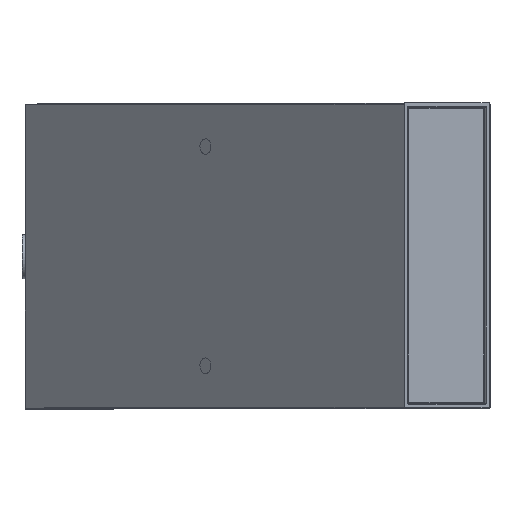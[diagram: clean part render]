
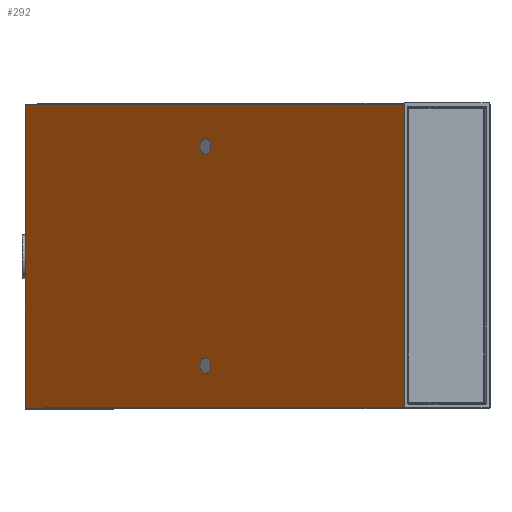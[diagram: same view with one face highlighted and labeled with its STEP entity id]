
A CAD part, top view. The second image highlights one B-rep face of the part: STEP entity #292.
In plain terms, the highlighted planar face has unit normal (-0.707, 0, 0.707).
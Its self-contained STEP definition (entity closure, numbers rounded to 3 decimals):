
#44=B_SPLINE_CURVE_WITH_KNOTS($,1,(#2773,#2774),.UNSPECIFIED.,.F.,.F.,(2,
2),(-183.,-17.),.UNSPECIFIED.);
#51=B_SPLINE_CURVE_WITH_KNOTS($,1,(#2791,#2792),.UNSPECIFIED.,.F.,.F.,(2,
2),(0.,166.),.UNSPECIFIED.);
#65=B_SPLINE_CURVE_WITH_KNOTS($,1,(#2833,#2834),.UNSPECIFIED.,.F.,.F.,(2,
2),(0.,293.532),.UNSPECIFIED.);
#66=B_SPLINE_CURVE_WITH_KNOTS($,1,(#2835,#2836),.UNSPECIFIED.,.F.,.F.,(2,
2),(-293.532,0.),.UNSPECIFIED.);
#246=FACE_BOUND($,#576,.T.);
#247=FACE_BOUND($,#577,.T.);
#292=ADVANCED_FACE($,(#432,#246,#247),#2073,.T.);
#432=FACE_OUTER_BOUND($,#575,.T.);
#575=EDGE_LOOP($,(#819,#820,#821,#822));
#576=EDGE_LOOP($,(#823,#824));
#577=EDGE_LOOP($,(#825,#826));
#819=ORIENTED_EDGE($,*,*,#1495,.F.);
#820=ORIENTED_EDGE($,*,*,#1510,.T.);
#821=ORIENTED_EDGE($,*,*,#1488,.F.);
#822=ORIENTED_EDGE($,*,*,#1511,.T.);
#823=ORIENTED_EDGE($,*,*,#1459,.F.);
#824=ORIENTED_EDGE($,*,*,#1460,.F.);
#825=ORIENTED_EDGE($,*,*,#1462,.F.);
#826=ORIENTED_EDGE($,*,*,#1461,.F.);
#1459=EDGE_CURVE($,#1826,#1827,#2206,.T.);
#1460=EDGE_CURVE($,#1827,#1826,#2207,.T.);
#1461=EDGE_CURVE($,#1828,#1829,#2208,.T.);
#1462=EDGE_CURVE($,#1829,#1828,#2209,.T.);
#1488=EDGE_CURVE($,#1841,#1842,#44,.T.);
#1495=EDGE_CURVE($,#1858,#1859,#51,.T.);
#1510=EDGE_CURVE($,#1858,#1842,#65,.T.);
#1511=EDGE_CURVE($,#1841,#1859,#66,.T.);
#1826=VERTEX_POINT($,#2965);
#1827=VERTEX_POINT($,#2966);
#1828=VERTEX_POINT($,#2967);
#1829=VERTEX_POINT($,#2968);
#1841=VERTEX_POINT($,#2980);
#1842=VERTEX_POINT($,#2981);
#1858=VERTEX_POINT($,#2997);
#1859=VERTEX_POINT($,#2998);
#2073=PLANE($,#2455);
#2206=(
BOUNDED_CURVE()
B_SPLINE_CURVE(2,(#2675,#2676,#2677,#2678,#2679),.UNSPECIFIED.,.F.,.F.)
B_SPLINE_CURVE_WITH_KNOTS((3,2,3),(0.,6.676,13.352),
.UNSPECIFIED.)
CURVE()
GEOMETRIC_REPRESENTATION_ITEM()
RATIONAL_B_SPLINE_CURVE((1.,0.707,1.,0.707,1.))
REPRESENTATION_ITEM($)
);
#2207=(
BOUNDED_CURVE()
B_SPLINE_CURVE(2,(#2680,#2681,#2682,#2683,#2684),.UNSPECIFIED.,.F.,.F.)
B_SPLINE_CURVE_WITH_KNOTS((3,2,3),(13.352,20.028,26.704),
.UNSPECIFIED.)
CURVE()
GEOMETRIC_REPRESENTATION_ITEM()
RATIONAL_B_SPLINE_CURVE((1.,0.707,1.,0.707,1.))
REPRESENTATION_ITEM($)
);
#2208=(
BOUNDED_CURVE()
B_SPLINE_CURVE(2,(#2685,#2686,#2687,#2688,#2689),.UNSPECIFIED.,.F.,.F.)
B_SPLINE_CURVE_WITH_KNOTS((3,2,3),(0.,6.676,13.352),
.UNSPECIFIED.)
CURVE()
GEOMETRIC_REPRESENTATION_ITEM()
RATIONAL_B_SPLINE_CURVE((1.,0.707,1.,0.707,1.))
REPRESENTATION_ITEM($)
);
#2209=(
BOUNDED_CURVE()
B_SPLINE_CURVE(2,(#2690,#2691,#2692,#2693,#2694),.UNSPECIFIED.,.F.,.F.)
B_SPLINE_CURVE_WITH_KNOTS((3,2,3),(13.352,20.028,26.704),
.UNSPECIFIED.)
CURVE()
GEOMETRIC_REPRESENTATION_ITEM()
RATIONAL_B_SPLINE_CURVE((1.,0.707,1.,0.707,1.))
REPRESENTATION_ITEM($)
);
#2455=AXIS2_PLACEMENT_3D($,#2924,#2521,$);
#2521=DIRECTION($,(-0.707,0.,0.707));
#2675=CARTESIAN_POINT($,(95.71,-60.,127.49));
#2676=CARTESIAN_POINT($,(95.71,-64.25,127.49));
#2677=CARTESIAN_POINT($,(98.716,-64.25,130.495));
#2678=CARTESIAN_POINT($,(101.721,-64.25,133.5));
#2679=CARTESIAN_POINT($,(101.721,-60.,133.5));
#2680=CARTESIAN_POINT($,(101.721,-60.,133.5));
#2681=CARTESIAN_POINT($,(101.721,-55.75,133.5));
#2682=CARTESIAN_POINT($,(98.716,-55.75,130.495));
#2683=CARTESIAN_POINT($,(95.71,-55.75,127.49));
#2684=CARTESIAN_POINT($,(95.71,-60.,127.49));
#2685=CARTESIAN_POINT($,(95.71,60.,127.49));
#2686=CARTESIAN_POINT($,(95.71,55.75,127.49));
#2687=CARTESIAN_POINT($,(98.716,55.75,130.495));
#2688=CARTESIAN_POINT($,(101.721,55.75,133.5));
#2689=CARTESIAN_POINT($,(101.721,60.,133.5));
#2690=CARTESIAN_POINT($,(101.721,60.,133.5));
#2691=CARTESIAN_POINT($,(101.721,64.25,133.5));
#2692=CARTESIAN_POINT($,(98.716,64.25,130.495));
#2693=CARTESIAN_POINT($,(95.71,64.25,127.49));
#2694=CARTESIAN_POINT($,(95.71,60.,127.49));
#2773=CARTESIAN_POINT($,(0.,-83.,31.779));
#2774=CARTESIAN_POINT($,(0.,83.,31.779));
#2791=CARTESIAN_POINT($,(207.558,83.,239.338));
#2792=CARTESIAN_POINT($,(207.558,-83.,239.338));
#2833=CARTESIAN_POINT($,(207.558,83.,239.338));
#2834=CARTESIAN_POINT($,(0.,83.,31.779));
#2835=CARTESIAN_POINT($,(0.,-83.,31.779));
#2836=CARTESIAN_POINT($,(207.558,-83.,239.338));
#2924=CARTESIAN_POINT($,(207.558,83.,239.338));
#2965=CARTESIAN_POINT($,(95.71,-60.,127.49));
#2966=CARTESIAN_POINT($,(101.721,-60.,133.5));
#2967=CARTESIAN_POINT($,(95.71,60.,127.49));
#2968=CARTESIAN_POINT($,(101.721,60.,133.5));
#2980=CARTESIAN_POINT($,(0.,-83.,31.779));
#2981=CARTESIAN_POINT($,(0.,83.,31.779));
#2997=CARTESIAN_POINT($,(207.558,83.,239.338));
#2998=CARTESIAN_POINT($,(207.558,-83.,239.338));
